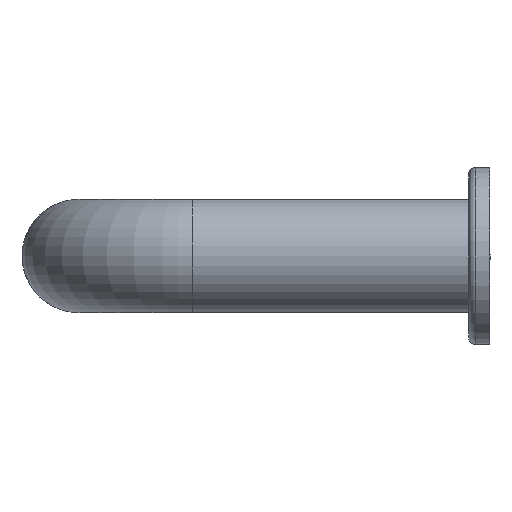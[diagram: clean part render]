
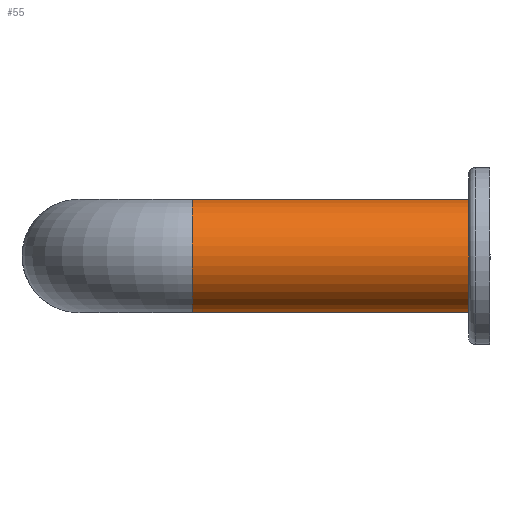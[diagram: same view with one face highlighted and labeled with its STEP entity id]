
A CAD part, left-side view. The second image highlights one B-rep face of the part: STEP entity #55.
In plain terms, the highlighted cylindrical face has radius 4 mm (diameter 8 mm), a full revolution.
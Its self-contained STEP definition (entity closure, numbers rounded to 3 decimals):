
#55 = ADVANCED_FACE( '', ( #128, #129 ), #130, .T. );
#128 = FACE_OUTER_BOUND( '', #235, .T. );
#129 = FACE_OUTER_BOUND( '', #236, .T. );
#130 = CYLINDRICAL_SURFACE( '', #237, 4. );
#235 = EDGE_LOOP( '', ( #342 ) );
#236 = EDGE_LOOP( '', ( #343 ) );
#237 = AXIS2_PLACEMENT_3D( '', #344, #345, #346 );
#342 = ORIENTED_EDGE( '', *, *, #483, .F. );
#343 = ORIENTED_EDGE( '', *, *, #484, .T. );
#344 = CARTESIAN_POINT( '', ( 4., 0., 0. ) );
#345 = DIRECTION( '', ( 0., 1., 0. ) );
#346 = DIRECTION( '', ( 0., 0., -1. ) );
#483 = EDGE_CURVE( '', #538, #538, #539, .T. );
#484 = EDGE_CURVE( '', #540, #540, #541, .T. );
#538 = VERTEX_POINT( '', #611 );
#539 = CIRCLE( '', #612, 4. );
#540 = VERTEX_POINT( '', #613 );
#541 = CIRCLE( '', #614, 4. );
#611 = CARTESIAN_POINT( '', ( 4., 1.5, -4. ) );
#612 = AXIS2_PLACEMENT_3D( '', #685, #686, #687 );
#613 = CARTESIAN_POINT( '', ( 4., 21., -4. ) );
#614 = AXIS2_PLACEMENT_3D( '', #688, #689, #690 );
#685 = CARTESIAN_POINT( '', ( 4., 1.5, 0. ) );
#686 = DIRECTION( '', ( 0., -1., 0. ) );
#687 = DIRECTION( '', ( 0., 0., -1. ) );
#688 = CARTESIAN_POINT( '', ( 4., 21., 0. ) );
#689 = DIRECTION( '', ( 0., -1., 0. ) );
#690 = DIRECTION( '', ( 0., 0., -1. ) );
